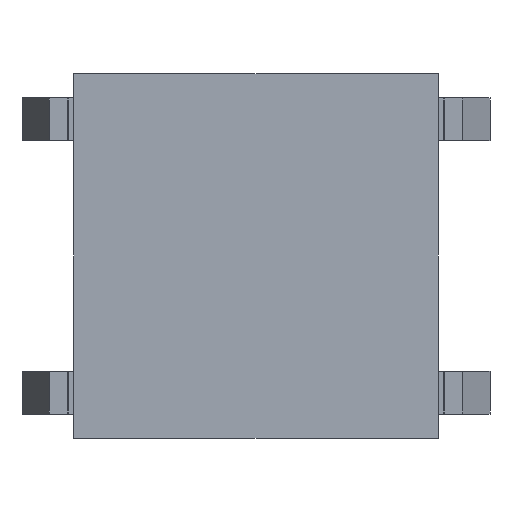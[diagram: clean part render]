
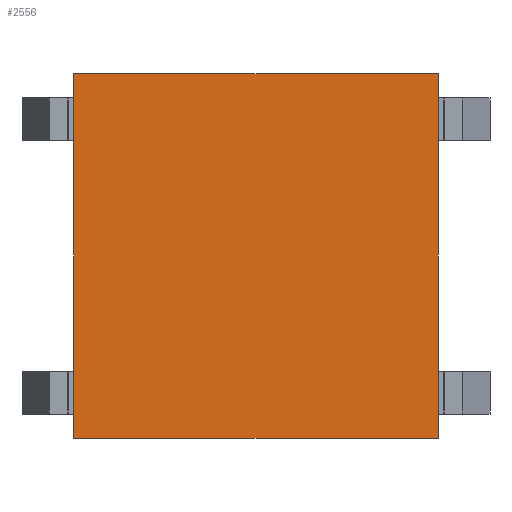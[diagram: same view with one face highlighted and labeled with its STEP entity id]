
A CAD part, front view. The second image highlights one B-rep face of the part: STEP entity #2556.
In plain terms, the highlighted planar face has unit normal (0, -1, 0).
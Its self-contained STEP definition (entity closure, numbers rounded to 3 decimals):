
#1098 = PLANE('',#1099);
#1099 = AXIS2_PLACEMENT_3D('',#1100,#1101,#1102);
#1100 = CARTESIAN_POINT('',(3.,3.4,3.));
#1101 = DIRECTION('',(-1.,0.,0.));
#1102 = DIRECTION('',(0.,-1.,0.));
#1842 = VERTEX_POINT('',#1843);
#1843 = CARTESIAN_POINT('',(3.,0.,-3.));
#1859 = PLANE('',#1860);
#1860 = AXIS2_PLACEMENT_3D('',#1861,#1862,#1863);
#1861 = CARTESIAN_POINT('',(-3.,0.,-3.));
#1862 = DIRECTION('',(0.,0.,1.));
#1863 = DIRECTION('',(1.,0.,-0.));
#1900 = VERTEX_POINT('',#1901);
#1901 = CARTESIAN_POINT('',(3.,0.,3.));
#1915 = PLANE('',#1916);
#1916 = AXIS2_PLACEMENT_3D('',#1917,#1918,#1919);
#1917 = CARTESIAN_POINT('',(-3.,0.,3.));
#1918 = DIRECTION('',(0.,0.,1.));
#1919 = DIRECTION('',(1.,0.,-0.));
#1927 = EDGE_CURVE('',#1900,#1842,#1928,.T.);
#1928 = SURFACE_CURVE('',#1929,(#1933,#1940),.PCURVE_S1.);
#1929 = LINE('',#1930,#1931);
#1930 = CARTESIAN_POINT('',(3.,0.,3.));
#1931 = VECTOR('',#1932,1.);
#1932 = DIRECTION('',(0.,0.,-1.));
#1933 = PCURVE('',#1098,#1934);
#1934 = DEFINITIONAL_REPRESENTATION('',(#1935),#1939);
#1935 = LINE('',#1936,#1937);
#1936 = CARTESIAN_POINT('',(3.4,0.));
#1937 = VECTOR('',#1938,1.);
#1938 = DIRECTION('',(0.,-1.));
#1939 = ( GEOMETRIC_REPRESENTATION_CONTEXT(2) 
PARAMETRIC_REPRESENTATION_CONTEXT() REPRESENTATION_CONTEXT('2D SPACE',''
  ) );
#1940 = PCURVE('',#1941,#1946);
#1941 = PLANE('',#1942);
#1942 = AXIS2_PLACEMENT_3D('',#1943,#1944,#1945);
#1943 = CARTESIAN_POINT('',(-3.,0.,3.));
#1944 = DIRECTION('',(0.,1.,0.));
#1945 = DIRECTION('',(-1.,0.,0.));
#1946 = DEFINITIONAL_REPRESENTATION('',(#1947),#1951);
#1947 = LINE('',#1948,#1949);
#1948 = CARTESIAN_POINT('',(-6.,0.));
#1949 = VECTOR('',#1950,1.);
#1950 = DIRECTION('',(-0.,-1.));
#1951 = ( GEOMETRIC_REPRESENTATION_CONTEXT(2) 
PARAMETRIC_REPRESENTATION_CONTEXT() REPRESENTATION_CONTEXT('2D SPACE',''
  ) );
#2074 = VERTEX_POINT('',#2075);
#2075 = CARTESIAN_POINT('',(-3.,0.,-3.));
#2089 = PLANE('',#2090);
#2090 = AXIS2_PLACEMENT_3D('',#2091,#2092,#2093);
#2091 = CARTESIAN_POINT('',(-3.,3.4,3.));
#2092 = DIRECTION('',(1.,0.,0.));
#2093 = DIRECTION('',(0.,0.,-1.));
#2123 = EDGE_CURVE('',#2074,#1842,#2124,.T.);
#2124 = SURFACE_CURVE('',#2125,(#2129,#2136),.PCURVE_S1.);
#2125 = LINE('',#2126,#2127);
#2126 = CARTESIAN_POINT('',(-3.,0.,-3.));
#2127 = VECTOR('',#2128,1.);
#2128 = DIRECTION('',(1.,0.,0.));
#2129 = PCURVE('',#1859,#2130);
#2130 = DEFINITIONAL_REPRESENTATION('',(#2131),#2135);
#2131 = LINE('',#2132,#2133);
#2132 = CARTESIAN_POINT('',(0.,0.));
#2133 = VECTOR('',#2134,1.);
#2134 = DIRECTION('',(1.,0.));
#2135 = ( GEOMETRIC_REPRESENTATION_CONTEXT(2) 
PARAMETRIC_REPRESENTATION_CONTEXT() REPRESENTATION_CONTEXT('2D SPACE',''
  ) );
#2136 = PCURVE('',#1941,#2137);
#2137 = DEFINITIONAL_REPRESENTATION('',(#2138),#2142);
#2138 = LINE('',#2139,#2140);
#2139 = CARTESIAN_POINT('',(-0.,-6.));
#2140 = VECTOR('',#2141,1.);
#2141 = DIRECTION('',(-1.,0.));
#2142 = ( GEOMETRIC_REPRESENTATION_CONTEXT(2) 
PARAMETRIC_REPRESENTATION_CONTEXT() REPRESENTATION_CONTEXT('2D SPACE',''
  ) );
#2443 = VERTEX_POINT('',#2444);
#2444 = CARTESIAN_POINT('',(-3.,0.,3.));
#2465 = EDGE_CURVE('',#2443,#1900,#2466,.T.);
#2466 = SURFACE_CURVE('',#2467,(#2471,#2478),.PCURVE_S1.);
#2467 = LINE('',#2468,#2469);
#2468 = CARTESIAN_POINT('',(-3.,0.,3.));
#2469 = VECTOR('',#2470,1.);
#2470 = DIRECTION('',(1.,0.,0.));
#2471 = PCURVE('',#1915,#2472);
#2472 = DEFINITIONAL_REPRESENTATION('',(#2473),#2477);
#2473 = LINE('',#2474,#2475);
#2474 = CARTESIAN_POINT('',(0.,0.));
#2475 = VECTOR('',#2476,1.);
#2476 = DIRECTION('',(1.,0.));
#2477 = ( GEOMETRIC_REPRESENTATION_CONTEXT(2) 
PARAMETRIC_REPRESENTATION_CONTEXT() REPRESENTATION_CONTEXT('2D SPACE',''
  ) );
#2478 = PCURVE('',#1941,#2479);
#2479 = DEFINITIONAL_REPRESENTATION('',(#2480),#2484);
#2480 = LINE('',#2481,#2482);
#2481 = CARTESIAN_POINT('',(0.,0.));
#2482 = VECTOR('',#2483,1.);
#2483 = DIRECTION('',(-1.,0.));
#2484 = ( GEOMETRIC_REPRESENTATION_CONTEXT(2) 
PARAMETRIC_REPRESENTATION_CONTEXT() REPRESENTATION_CONTEXT('2D SPACE',''
  ) );
#2556 = ADVANCED_FACE('',(#2557),#1941,.F.);
#2557 = FACE_BOUND('',#2558,.T.);
#2558 = EDGE_LOOP('',(#2559,#2560,#2561,#2562));
#2559 = ORIENTED_EDGE('',*,*,#2123,.T.);
#2560 = ORIENTED_EDGE('',*,*,#1927,.F.);
#2561 = ORIENTED_EDGE('',*,*,#2465,.F.);
#2562 = ORIENTED_EDGE('',*,*,#2563,.T.);
#2563 = EDGE_CURVE('',#2443,#2074,#2564,.T.);
#2564 = SURFACE_CURVE('',#2565,(#2569,#2576),.PCURVE_S1.);
#2565 = LINE('',#2566,#2567);
#2566 = CARTESIAN_POINT('',(-3.,0.,3.));
#2567 = VECTOR('',#2568,1.);
#2568 = DIRECTION('',(0.,0.,-1.));
#2569 = PCURVE('',#1941,#2570);
#2570 = DEFINITIONAL_REPRESENTATION('',(#2571),#2575);
#2571 = LINE('',#2572,#2573);
#2572 = CARTESIAN_POINT('',(0.,0.));
#2573 = VECTOR('',#2574,1.);
#2574 = DIRECTION('',(-0.,-1.));
#2575 = ( GEOMETRIC_REPRESENTATION_CONTEXT(2) 
PARAMETRIC_REPRESENTATION_CONTEXT() REPRESENTATION_CONTEXT('2D SPACE',''
  ) );
#2576 = PCURVE('',#2089,#2577);
#2577 = DEFINITIONAL_REPRESENTATION('',(#2578),#2582);
#2578 = LINE('',#2579,#2580);
#2579 = CARTESIAN_POINT('',(0.,-3.4));
#2580 = VECTOR('',#2581,1.);
#2581 = DIRECTION('',(1.,0.));
#2582 = ( GEOMETRIC_REPRESENTATION_CONTEXT(2) 
PARAMETRIC_REPRESENTATION_CONTEXT() REPRESENTATION_CONTEXT('2D SPACE',''
  ) );
